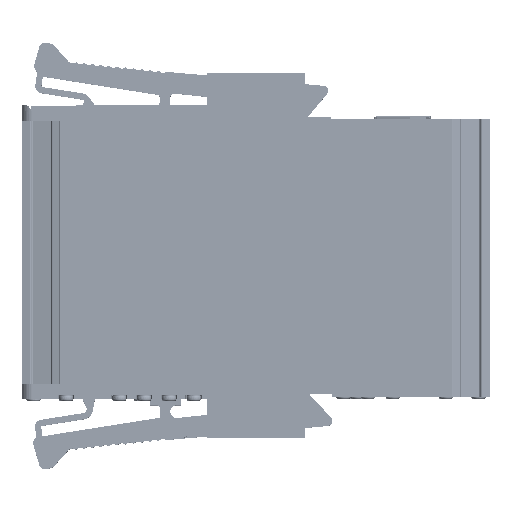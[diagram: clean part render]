
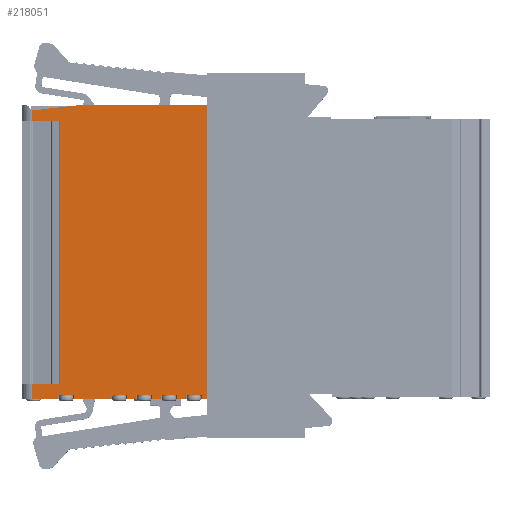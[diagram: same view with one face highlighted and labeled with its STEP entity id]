
A CAD part, top view. The second image highlights one B-rep face of the part: STEP entity #218051.
In plain terms, the highlighted planar face has unit normal (0, 0, 1).
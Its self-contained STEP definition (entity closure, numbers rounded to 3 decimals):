
#14438=ORIENTED_EDGE('',*,*,#60494,.T.);
#14439=ORIENTED_EDGE('',*,*,#60800,.T.);
#14440=ORIENTED_EDGE('',*,*,#58627,.T.);
#14441=ORIENTED_EDGE('',*,*,#60801,.T.);
#14442=ORIENTED_EDGE('',*,*,#60802,.F.);
#14443=ORIENTED_EDGE('',*,*,#60803,.T.);
#14444=ORIENTED_EDGE('',*,*,#60804,.T.);
#14445=ORIENTED_EDGE('',*,*,#60805,.F.);
#14446=ORIENTED_EDGE('',*,*,#60806,.F.);
#14447=ORIENTED_EDGE('',*,*,#60807,.F.);
#14448=ORIENTED_EDGE('',*,*,#60808,.F.);
#14449=ORIENTED_EDGE('',*,*,#60809,.T.);
#14450=ORIENTED_EDGE('',*,*,#60810,.F.);
#14451=ORIENTED_EDGE('',*,*,#60811,.F.);
#14452=ORIENTED_EDGE('',*,*,#60812,.F.);
#14453=ORIENTED_EDGE('',*,*,#60813,.T.);
#14454=ORIENTED_EDGE('',*,*,#60814,.F.);
#14455=ORIENTED_EDGE('',*,*,#60815,.F.);
#14456=ORIENTED_EDGE('',*,*,#60816,.F.);
#14457=ORIENTED_EDGE('',*,*,#60817,.T.);
#14458=ORIENTED_EDGE('',*,*,#60818,.F.);
#14459=ORIENTED_EDGE('',*,*,#60819,.F.);
#14460=ORIENTED_EDGE('',*,*,#60820,.F.);
#14461=ORIENTED_EDGE('',*,*,#60821,.T.);
#14462=ORIENTED_EDGE('',*,*,#60822,.F.);
#14463=ORIENTED_EDGE('',*,*,#60823,.F.);
#14464=ORIENTED_EDGE('',*,*,#60824,.F.);
#14465=ORIENTED_EDGE('',*,*,#60825,.T.);
#14466=ORIENTED_EDGE('',*,*,#60826,.F.);
#58627=EDGE_CURVE('',#81882,#81886,#97386,.T.);
#60494=EDGE_CURVE('',#83680,#83679,#98498,.T.);
#60800=EDGE_CURVE('',#83679,#81882,#98751,.T.);
#60801=EDGE_CURVE('',#81886,#83918,#98752,.T.);
#60802=EDGE_CURVE('',#83919,#83918,#98753,.T.);
#60803=EDGE_CURVE('',#83919,#83920,#98754,.T.);
#60804=EDGE_CURVE('',#83920,#83921,#98755,.T.);
#60805=EDGE_CURVE('',#83922,#83921,#98756,.T.);
#60806=EDGE_CURVE('',#83923,#83922,#98757,.T.);
#60807=EDGE_CURVE('',#83924,#83923,#98758,.T.);
#60808=EDGE_CURVE('',#83925,#83924,#98759,.T.);
#60809=EDGE_CURVE('',#83925,#83926,#98760,.T.);
#60810=EDGE_CURVE('',#83927,#83926,#98761,.T.);
#60811=EDGE_CURVE('',#83928,#83927,#98762,.T.);
#60812=EDGE_CURVE('',#83929,#83928,#98763,.T.);
#60813=EDGE_CURVE('',#83929,#83930,#98764,.T.);
#60814=EDGE_CURVE('',#83931,#83930,#98765,.T.);
#60815=EDGE_CURVE('',#83932,#83931,#98766,.T.);
#60816=EDGE_CURVE('',#83933,#83932,#98767,.T.);
#60817=EDGE_CURVE('',#83933,#83934,#98768,.T.);
#60818=EDGE_CURVE('',#83935,#83934,#98769,.T.);
#60819=EDGE_CURVE('',#83936,#83935,#98770,.T.);
#60820=EDGE_CURVE('',#83937,#83936,#98771,.T.);
#60821=EDGE_CURVE('',#83937,#83938,#98772,.T.);
#60822=EDGE_CURVE('',#83939,#83938,#98773,.T.);
#60823=EDGE_CURVE('',#83940,#83939,#98774,.T.);
#60824=EDGE_CURVE('',#83941,#83940,#98775,.T.);
#60825=EDGE_CURVE('',#83941,#83942,#98776,.T.);
#60826=EDGE_CURVE('',#83680,#83942,#98777,.T.);
#81882=VERTEX_POINT('',#282652);
#81886=VERTEX_POINT('',#282659);
#83679=VERTEX_POINT('',#291014);
#83680=VERTEX_POINT('',#291016);
#83918=VERTEX_POINT('',#291672);
#83919=VERTEX_POINT('',#291674);
#83920=VERTEX_POINT('',#291676);
#83921=VERTEX_POINT('',#291678);
#83922=VERTEX_POINT('',#291680);
#83923=VERTEX_POINT('',#291682);
#83924=VERTEX_POINT('',#291684);
#83925=VERTEX_POINT('',#291686);
#83926=VERTEX_POINT('',#291688);
#83927=VERTEX_POINT('',#291690);
#83928=VERTEX_POINT('',#291692);
#83929=VERTEX_POINT('',#291694);
#83930=VERTEX_POINT('',#291696);
#83931=VERTEX_POINT('',#291698);
#83932=VERTEX_POINT('',#291700);
#83933=VERTEX_POINT('',#291702);
#83934=VERTEX_POINT('',#291704);
#83935=VERTEX_POINT('',#291706);
#83936=VERTEX_POINT('',#291708);
#83937=VERTEX_POINT('',#291710);
#83938=VERTEX_POINT('',#291712);
#83939=VERTEX_POINT('',#291714);
#83940=VERTEX_POINT('',#291716);
#83941=VERTEX_POINT('',#291718);
#83942=VERTEX_POINT('',#291720);
#97386=LINE('',#282660,#113763);
#98498=LINE('',#291015,#114875);
#98751=LINE('',#291670,#115128);
#98752=LINE('',#291671,#115129);
#98753=LINE('',#291673,#115130);
#98754=LINE('',#291675,#115131);
#98755=LINE('',#291677,#115132);
#98756=LINE('',#291679,#115133);
#98757=LINE('',#291681,#115134);
#98758=LINE('',#291683,#115135);
#98759=LINE('',#291685,#115136);
#98760=LINE('',#291687,#115137);
#98761=LINE('',#291689,#115138);
#98762=LINE('',#291691,#115139);
#98763=LINE('',#291693,#115140);
#98764=LINE('',#291695,#115141);
#98765=LINE('',#291697,#115142);
#98766=LINE('',#291699,#115143);
#98767=LINE('',#291701,#115144);
#98768=LINE('',#291703,#115145);
#98769=LINE('',#291705,#115146);
#98770=LINE('',#291707,#115147);
#98771=LINE('',#291709,#115148);
#98772=LINE('',#291711,#115149);
#98773=LINE('',#291713,#115150);
#98774=LINE('',#291715,#115151);
#98775=LINE('',#291717,#115152);
#98776=LINE('',#291719,#115153);
#98777=LINE('',#291721,#115154);
#113763=VECTOR('',#240440,1000.);
#114875=VECTOR('',#242416,1000.);
#115128=VECTOR('',#242891,1000.);
#115129=VECTOR('',#242892,1000.);
#115130=VECTOR('',#242893,1000.);
#115131=VECTOR('',#242894,1000.);
#115132=VECTOR('',#242895,1000.);
#115133=VECTOR('',#242896,1000.);
#115134=VECTOR('',#242897,1000.);
#115135=VECTOR('',#242898,1000.);
#115136=VECTOR('',#242899,1000.);
#115137=VECTOR('',#242900,1000.);
#115138=VECTOR('',#242901,1000.);
#115139=VECTOR('',#242902,1000.);
#115140=VECTOR('',#242903,1000.);
#115141=VECTOR('',#242904,1000.);
#115142=VECTOR('',#242905,1000.);
#115143=VECTOR('',#242906,1000.);
#115144=VECTOR('',#242907,1000.);
#115145=VECTOR('',#242908,1000.);
#115146=VECTOR('',#242909,1000.);
#115147=VECTOR('',#242910,1000.);
#115148=VECTOR('',#242911,1000.);
#115149=VECTOR('',#242912,1000.);
#115150=VECTOR('',#242913,1000.);
#115151=VECTOR('',#242914,1000.);
#115152=VECTOR('',#242915,1000.);
#115153=VECTOR('',#242916,1000.);
#115154=VECTOR('',#242917,1000.);
#129629=EDGE_LOOP('',(#14438,#14439,#14440,#14441,#14442,#14443,#14444,
#14445,#14446,#14447,#14448,#14449,#14450,#14451,#14452,#14453,#14454,#14455,
#14456,#14457,#14458,#14459,#14460,#14461,#14462,#14463,#14464,#14465,#14466));
#140078=FACE_BOUND('',#129629,.T.);
#150183=PLANE('',#227723);
#218051=ADVANCED_FACE('',(#140078),#150183,.T.);
#227723=AXIS2_PLACEMENT_3D('',#291669,#242889,#242890);
#240440=DIRECTION('',(-0.993,-0.114,0.));
#242416=DIRECTION('',(0.,1.,0.));
#242889=DIRECTION('',(0.,0.,1.));
#242890=DIRECTION('',(1.,0.,0.));
#242891=DIRECTION('',(-1.,0.,0.));
#242892=DIRECTION('',(0.,-1.,0.));
#242893=DIRECTION('',(-1.,0.,0.));
#242894=DIRECTION('',(0.,-1.,0.));
#242895=DIRECTION('',(-1.,0.,0.));
#242896=DIRECTION('',(0.,1.,0.));
#242897=DIRECTION('',(-1.,0.,0.));
#242898=DIRECTION('',(0.,-1.,0.));
#242899=DIRECTION('',(-1.,0.,0.));
#242900=DIRECTION('',(0.,-1.,0.));
#242901=DIRECTION('',(-1.,0.,0.));
#242902=DIRECTION('',(0.,-1.,0.));
#242903=DIRECTION('',(-1.,0.,0.));
#242904=DIRECTION('',(0.,-1.,0.));
#242905=DIRECTION('',(-1.,0.,0.));
#242906=DIRECTION('',(0.,-1.,0.));
#242907=DIRECTION('',(-1.,0.,0.));
#242908=DIRECTION('',(0.,-1.,0.));
#242909=DIRECTION('',(-1.,0.,0.));
#242910=DIRECTION('',(0.,-1.,0.));
#242911=DIRECTION('',(-1.,0.,0.));
#242912=DIRECTION('',(0.,-1.,0.));
#242913=DIRECTION('',(-1.,0.,0.));
#242914=DIRECTION('',(0.,-1.,0.));
#242915=DIRECTION('',(-1.,0.,0.));
#242916=DIRECTION('',(0.,-1.,0.));
#242917=DIRECTION('',(-1.,0.,0.));
#282652=CARTESIAN_POINT('',(-7.825,26.96,0.));
#282659=CARTESIAN_POINT('',(-12.075,26.472,0.));
#282660=CARTESIAN_POINT('',(-7.825,26.96,0.));
#291014=CARTESIAN_POINT('',(4.775,26.96,0.));
#291015=CARTESIAN_POINT('',(4.775,5.14,0.));
#291016=CARTESIAN_POINT('',(4.775,-1.44,0.));
#291669=CARTESIAN_POINT('',(13.075,5.14,0.));
#291670=CARTESIAN_POINT('',(4.775,26.96,0.));
#291671=CARTESIAN_POINT('',(-12.075,26.96,0.));
#291672=CARTESIAN_POINT('',(-12.075,25.46,0.));
#291673=CARTESIAN_POINT('',(4.775,25.46,0.));
#291674=CARTESIAN_POINT('',(-9.39,25.46,0.));
#291675=CARTESIAN_POINT('',(-9.39,5.14,0.));
#291676=CARTESIAN_POINT('',(-9.39,0.06,0.));
#291677=CARTESIAN_POINT('',(4.775,0.06,0.));
#291678=CARTESIAN_POINT('',(-12.075,0.06,0.));
#291679=CARTESIAN_POINT('',(-12.075,-1.44,0.));
#291680=CARTESIAN_POINT('',(-12.075,-1.44,0.));
#291681=CARTESIAN_POINT('',(4.775,-1.44,0.));
#291682=CARTESIAN_POINT('',(-9.616,-1.44,0.));
#291683=CARTESIAN_POINT('',(-9.616,-1.04,0.));
#291684=CARTESIAN_POINT('',(-9.616,-1.04,0.));
#291685=CARTESIAN_POINT('',(-8.024,-1.04,0.));
#291686=CARTESIAN_POINT('',(-8.024,-1.04,0.));
#291687=CARTESIAN_POINT('',(-8.024,-1.04,0.));
#291688=CARTESIAN_POINT('',(-8.024,-1.44,0.));
#291689=CARTESIAN_POINT('',(4.775,-1.44,0.));
#291690=CARTESIAN_POINT('',(-4.467,-1.44,0.));
#291691=CARTESIAN_POINT('',(-4.467,-1.04,0.));
#291692=CARTESIAN_POINT('',(-4.467,-1.04,0.));
#291693=CARTESIAN_POINT('',(-2.875,-1.04,0.));
#291694=CARTESIAN_POINT('',(-2.875,-1.04,0.));
#291695=CARTESIAN_POINT('',(-2.875,-1.04,0.));
#291696=CARTESIAN_POINT('',(-2.875,-1.44,0.));
#291697=CARTESIAN_POINT('',(4.775,-1.44,0.));
#291698=CARTESIAN_POINT('',(-2.067,-1.44,0.));
#291699=CARTESIAN_POINT('',(-2.067,-1.04,0.));
#291700=CARTESIAN_POINT('',(-2.067,-1.04,0.));
#291701=CARTESIAN_POINT('',(-0.475,-1.04,0.));
#291702=CARTESIAN_POINT('',(-0.475,-1.04,0.));
#291703=CARTESIAN_POINT('',(-0.475,-1.04,0.));
#291704=CARTESIAN_POINT('',(-0.475,-1.44,0.));
#291705=CARTESIAN_POINT('',(4.775,-1.44,0.));
#291706=CARTESIAN_POINT('',(0.333,-1.44,0.));
#291707=CARTESIAN_POINT('',(0.333,-1.04,0.));
#291708=CARTESIAN_POINT('',(0.333,-1.04,0.));
#291709=CARTESIAN_POINT('',(1.925,-1.04,0.));
#291710=CARTESIAN_POINT('',(1.925,-1.04,0.));
#291711=CARTESIAN_POINT('',(1.925,-1.04,0.));
#291712=CARTESIAN_POINT('',(1.925,-1.44,0.));
#291713=CARTESIAN_POINT('',(4.775,-1.44,0.));
#291714=CARTESIAN_POINT('',(2.733,-1.44,0.));
#291715=CARTESIAN_POINT('',(2.733,-1.04,0.));
#291716=CARTESIAN_POINT('',(2.733,-1.04,0.));
#291717=CARTESIAN_POINT('',(4.325,-1.04,0.));
#291718=CARTESIAN_POINT('',(4.325,-1.04,0.));
#291719=CARTESIAN_POINT('',(4.325,-1.04,0.));
#291720=CARTESIAN_POINT('',(4.325,-1.44,0.));
#291721=CARTESIAN_POINT('',(4.775,-1.44,0.));
